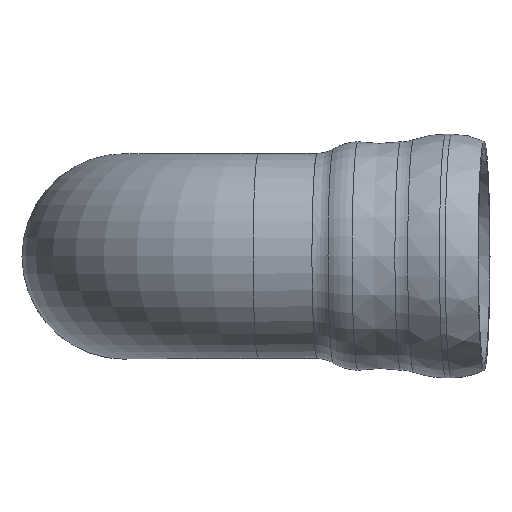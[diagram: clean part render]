
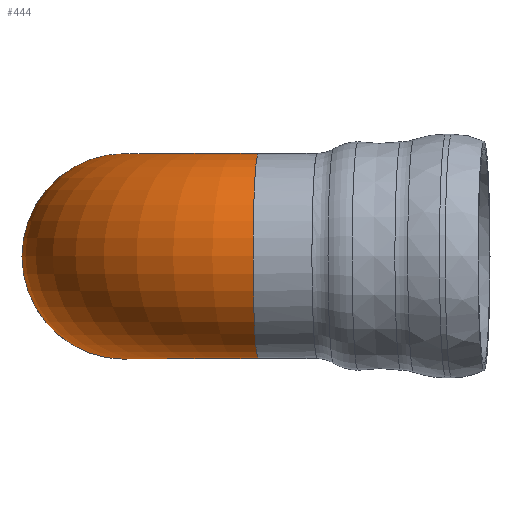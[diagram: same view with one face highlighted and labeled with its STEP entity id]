
A CAD part, top view. The second image highlights one B-rep face of the part: STEP entity #444.
In plain terms, the highlighted toroidal (fillet/blend) face has major radius 365 mm and minor radius 265 mm.
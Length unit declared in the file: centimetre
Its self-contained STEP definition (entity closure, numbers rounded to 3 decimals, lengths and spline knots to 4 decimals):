
#78=FACE_OUTER_BOUND('',#104,.T.);
#104=EDGE_LOOP('',(#388,#389,#390,#391,#392));
#160=CIRCLE('',#516,26.5);
#161=CIRCLE('',#517,26.5);
#162=CIRCLE('',#519,10.);
#163=CIRCLE('',#520,26.5);
#203=VERTEX_POINT('',#919);
#204=VERTEX_POINT('',#921);
#205=VERTEX_POINT('',#925);
#267=EDGE_CURVE('',#203,#204,#160,.T.);
#268=EDGE_CURVE('',#204,#203,#161,.T.);
#269=EDGE_CURVE('',#204,#205,#162,.T.);
#270=EDGE_CURVE('',#205,#205,#163,.T.);
#388=ORIENTED_EDGE('',*,*,#267,.F.);
#389=ORIENTED_EDGE('',*,*,#268,.F.);
#390=ORIENTED_EDGE('',*,*,#269,.T.);
#391=ORIENTED_EDGE('',*,*,#270,.T.);
#392=ORIENTED_EDGE('',*,*,#269,.F.);
#424=TOROIDAL_SURFACE('',#518,36.5,26.5);
#444=ADVANCED_FACE('',(#78),#424,.T.);
#516=AXIS2_PLACEMENT_3D('',#922,#666,#667);
#517=AXIS2_PLACEMENT_3D('',#923,#668,#669);
#518=AXIS2_PLACEMENT_3D('',#924,#670,#671);
#519=AXIS2_PLACEMENT_3D('',#926,#672,#673);
#520=AXIS2_PLACEMENT_3D('',#927,#674,#675);
#666=DIRECTION('center_axis',(0.999,0.,0.052));
#667=DIRECTION('ref_axis',(0.052,0.,-0.999));
#668=DIRECTION('center_axis',(0.999,0.,0.052));
#669=DIRECTION('ref_axis',(0.052,0.,-0.999));
#670=DIRECTION('center_axis',(0.,1.,0.));
#671=DIRECTION('ref_axis',(-1.,0.,0.));
#672=DIRECTION('center_axis',(0.,-1.,0.));
#673=DIRECTION('ref_axis',(-1.,0.,0.));
#674=DIRECTION('center_axis',(0.,0.,
1.));
#675=DIRECTION('ref_axis',(1.,0.,0.));
#919=CARTESIAN_POINT('',(33.2028,0.,126.2765));
#921=CARTESIAN_POINT('',(35.9766,0.,73.3491));
#922=CARTESIAN_POINT('Origin',(34.5897,0.,99.8128));
#923=CARTESIAN_POINT('Origin',(34.5897,0.,99.8128));
#924=CARTESIAN_POINT('Origin',(36.5,0.,63.3628));
#925=CARTESIAN_POINT('',(26.5,0.,63.3628));
#926=CARTESIAN_POINT('Origin',(36.5,0.,63.3628));
#927=CARTESIAN_POINT('Origin',(0.,0.,
63.3628));
